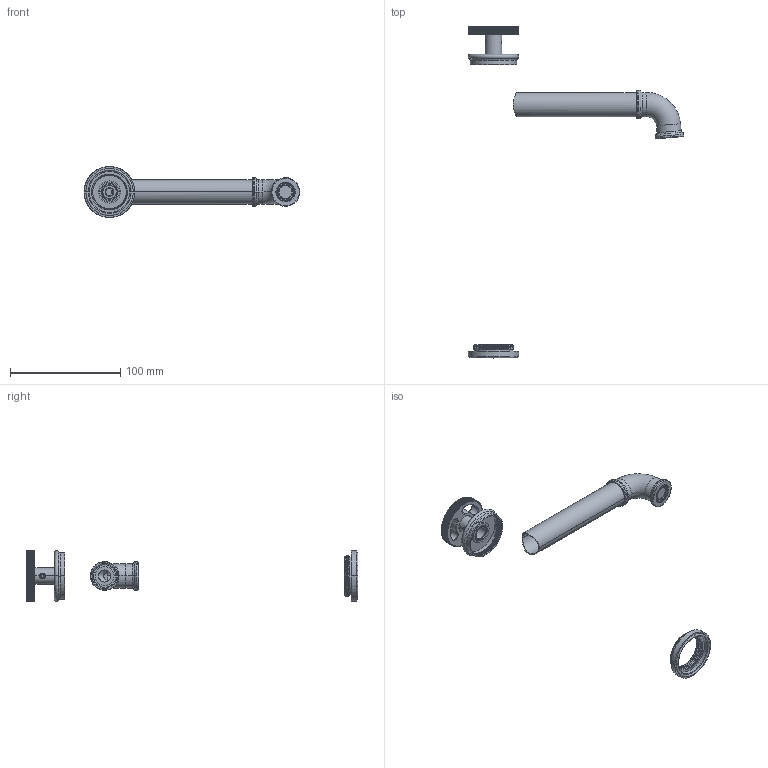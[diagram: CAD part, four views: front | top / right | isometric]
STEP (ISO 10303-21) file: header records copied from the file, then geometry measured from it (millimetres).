
FILE_DESCRIPTION((''),'2;1');
FILE_NAME('ASM0001_ASM','2023-06-21T',('Administrator'),(''),'PRO/ENGINEER BY PARAMETRIC TECHNOLOGY CORPORATION, 2010280','PRO/ENGINEER BY PARAMETRIC TECHNOLOGY CORPORATION, 2010280','');
FILE_SCHEMA(('CONFIG_CONTROL_DESIGN'));
Length unit declared in the file: millimetre
Products named in the file (15): 2A2019-11-01NT_16; 2A2019-11-02NT_2; 2A1019-31_48; 2A2019-11CP_ASM_8_ASM; 2A1017-31CP_9; 2A1019-12NT_15; 3OR1050NT_3; 2E7016-21-01NT_12; 2E7016-21-02NT_8; 2E7016-21CP_ASM_10_ASM; 3WZ1005NT_2; 3LS1001_2; 3OR1036NT_3; 1A2019CP-111_ASM_4_ASM; ASM0001_ASM
Assembly tree (14 placements, depth 4):
  ASM0001_ASM
    1A2019CP-111_ASM_4_ASM
      2A2019-11CP_ASM_8_ASM
        2A2019-11-01NT_16
        2A2019-11-02NT_2
        2A1019-31_48
      2A1017-31CP_9
      2A1019-12NT_15
      3OR1050NT_3
      2E7016-21CP_ASM_10_ASM
        2E7016-21-01NT_12
        2E7016-21-02NT_8
      3WZ1005NT_2
      3LS1001_2
      3OR1036NT_3
Bounding box: 195.86 x 301.5 x 46 mm (x, y, z)
Volume: 38590.9 mm3; surface area: 43784.8 mm2
Topology: 10 solids, 10 shells, 4694 faces, 12599 edges, 8414 vertices
Faces by surface type: bspline 3412, cylinder 1012, plane 181, cone 57, torus 32
Entity records: 215870 total; most frequent: CARTESIAN_POINT 124092, ORIENTED_EDGE 25198, EDGE_CURVE 12599, B_SPLINE_CURVE_WITH_KNOTS 8789, VERTEX_POINT 8414, DIRECTION 7766, EDGE_LOOP 5205, FACE_OUTER_BOUND 4694
